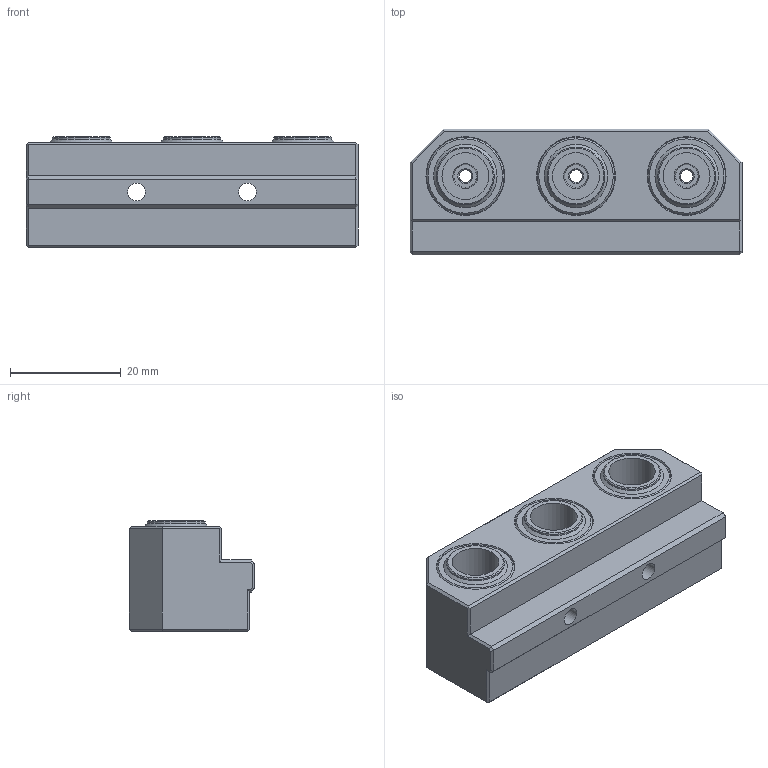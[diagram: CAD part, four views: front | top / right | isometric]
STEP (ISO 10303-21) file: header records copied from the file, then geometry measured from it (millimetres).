
FILE_DESCRIPTION(('Open CASCADE Model'),'2;1');
FILE_NAME('Open CASCADE Shape Model','2024-08-27T16:19:55',('Author'),( 'Open CASCADE'),'Open CASCADE STEP processor 7.7','Open CASCADE 7.7' ,'Unknown');
FILE_SCHEMA(('AUTOMOTIVE_DESIGN { 1 0 10303 214 1 1 1 1 }'));
Length unit declared in the file: millimetre
Products named in the file (1): Open CASCADE STEP translator 7.7 71
Bounding box: 60 x 22.75 x 20 mm (x, y, z)
Volume: 19994.4 mm3; surface area: 7099.7 mm2
Topology: 1 solids, 1 shells, 107 faces, 216 edges, 128 vertices
Faces by surface type: plane 57, cone 31, cylinder 16, bspline 3
Full cylindrical faces by diameter (mm): 2.3 x3, 3.2 x2, 4.1 x3, 5.8 x2, 8.45 x3, 10.45 x3
Entity records: 5843 total; most frequent: CARTESIAN_POINT 1262, DIRECTION 883, LINE 511, VECTOR 511, ORIENTED_EDGE 432, PCURVE 432, DEFINITIONAL_REPRESENTATION 432, EDGE_CURVE 216
